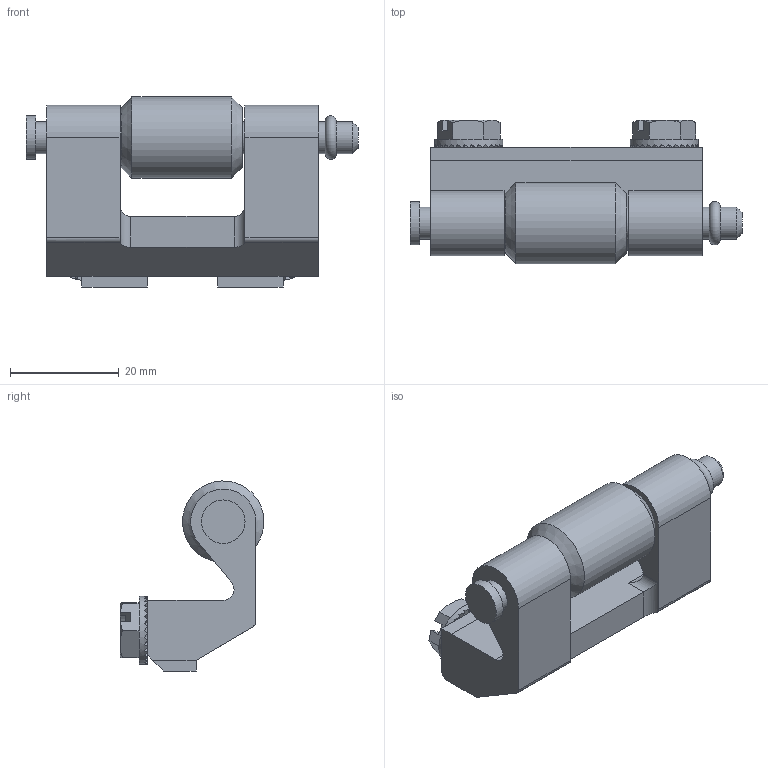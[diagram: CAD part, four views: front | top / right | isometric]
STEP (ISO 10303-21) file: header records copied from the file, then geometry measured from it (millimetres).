
FILE_DESCRIPTION(('STEP AP203'),'1');
FILE_NAME('196.20.step','2015-04-22T14:43:16',(' '),(' '),'Spatial InterOp 3D',' ',' ');
FILE_SCHEMA(('CONFIG_CONTROL_DESIGN'));
Length unit declared in the file: millimetre
Products named in the file (7): 1; 2; 3; 4; 5; 6; 7
Bounding box: 61.1 x 26.49 x 34.99 mm (x, y, z)
Volume: 16238.6 mm3; surface area: 11209.2 mm2
Topology: 7 solids, 7 shells, 400 faces, 1105 edges, 729 vertices
Faces by surface type: plane 332, cylinder 32, cone 19, bspline 16, torus 1
Full cylindrical faces by diameter (mm): 1 x1, 4 x1, 4.5 x1, 5 x2, 5.9 x2, 6 x2, 6.1 x3, 8 x1, 12.5 x2, 15 x1
Entity records: 13298 total; most frequent: CARTESIAN_POINT 2881, ORIENTED_EDGE 2154, DIRECTION 2018, EDGE_CURVE 1077, VERTEX_POINT 725, LINE 722, VECTOR 722, AXIS2_PLACEMENT_3D 648
